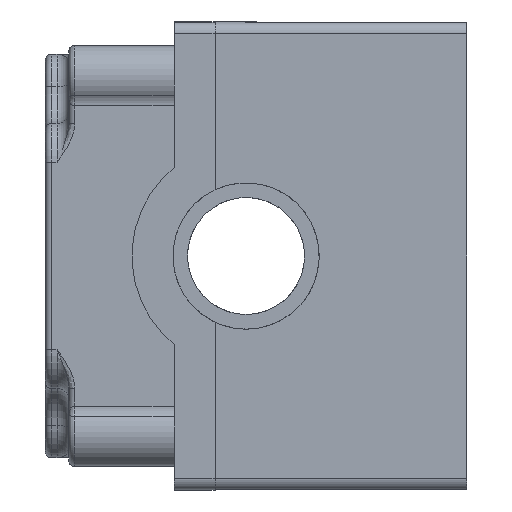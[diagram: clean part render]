
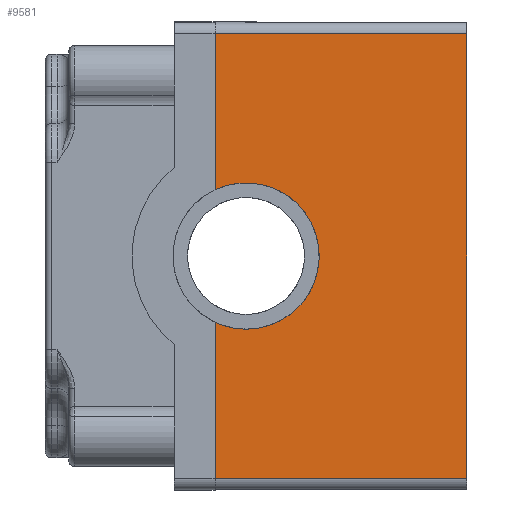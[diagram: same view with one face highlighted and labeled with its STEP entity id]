
A CAD part, left-side view. The second image highlights one B-rep face of the part: STEP entity #9581.
In plain terms, the highlighted planar face has unit normal (-1, 0, 0).
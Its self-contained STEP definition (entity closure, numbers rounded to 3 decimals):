
#607=CIRCLE('',#10291,12.5);
#1152=FACE_OUTER_BOUND('',#1738,.T.);
#1738=EDGE_LOOP('',(#7054,#7055,#7056,#7057,#7058,#7059));
#2313=LINE('',#14364,#3165);
#2468=LINE('',#15041,#3320);
#2483=LINE('',#15102,#3335);
#2490=LINE('',#15134,#3342);
#2491=LINE('',#15135,#3343);
#3165=VECTOR('',#11299,76.);
#3320=VECTOR('',#11924,26.679);
#3335=VECTOR('',#11975,26.679);
#3342=VECTOR('',#12002,43.);
#3343=VECTOR('',#12003,43.);
#4014=VERTEX_POINT('',#14361);
#4015=VERTEX_POINT('',#14363);
#4199=VERTEX_POINT('',#14963);
#4200=VERTEX_POINT('',#14965);
#4230=VERTEX_POINT('',#15040);
#4258=VERTEX_POINT('',#15100);
#4980=EDGE_CURVE('',#4014,#4015,#2313,.T.);
#5248=EDGE_CURVE('',#4200,#4199,#607,.T.);
#5286=EDGE_CURVE('',#4230,#4200,#2468,.T.);
#5318=EDGE_CURVE('',#4199,#4258,#2483,.T.);
#5334=EDGE_CURVE('',#4258,#4015,#2490,.T.);
#5335=EDGE_CURVE('',#4230,#4014,#2491,.T.);
#7054=ORIENTED_EDGE('',*,*,#5248,.T.);
#7055=ORIENTED_EDGE('',*,*,#5318,.T.);
#7056=ORIENTED_EDGE('',*,*,#5334,.T.);
#7057=ORIENTED_EDGE('',*,*,#4980,.F.);
#7058=ORIENTED_EDGE('',*,*,#5335,.F.);
#7059=ORIENTED_EDGE('',*,*,#5286,.T.);
#9260=PLANE('',#10339);
#9581=ADVANCED_FACE('',(#1152),#9260,.T.);
#10291=AXIS2_PLACEMENT_3D('',#14966,#11858,#11859);
#10339=AXIS2_PLACEMENT_3D('',#15133,#12000,#12001);
#11299=DIRECTION('',(0.,0.,-1.));
#11858=DIRECTION('center_axis',(1.,0.,0.));
#11859=DIRECTION('ref_axis',(0.,0.,1.));
#11924=DIRECTION('',(0.,0.,-1.));
#11975=DIRECTION('',(0.,0.,-1.));
#12000=DIRECTION('center_axis',(-1.,0.,0.));
#12001=DIRECTION('ref_axis',(0.,0.,-1.));
#12002=DIRECTION('',(0.,-1.,0.));
#12003=DIRECTION('',(0.,-1.,0.));
#14361=CARTESIAN_POINT('',(-112.5,-43.,38.));
#14363=CARTESIAN_POINT('',(-112.5,-43.,-38.));
#14364=CARTESIAN_POINT('',(-112.5,-43.,38.));
#14963=CARTESIAN_POINT('',(-112.5,0.,-11.321));
#14965=CARTESIAN_POINT('',(-112.5,0.,11.321));
#14966=CARTESIAN_POINT('Origin',(-112.5,-5.3,0.));
#15040=CARTESIAN_POINT('',(-112.5,0.,38.));
#15041=CARTESIAN_POINT('',(-112.5,0.,38.));
#15100=CARTESIAN_POINT('',(-112.5,0.,-38.));
#15102=CARTESIAN_POINT('',(-112.5,0.,38.));
#15133=CARTESIAN_POINT('Origin',(-112.5,0.,38.));
#15134=CARTESIAN_POINT('',(-112.5,0.,-38.));
#15135=CARTESIAN_POINT('',(-112.5,0.,38.));
